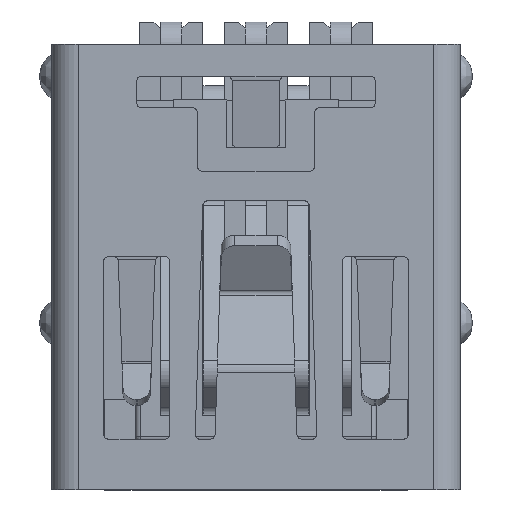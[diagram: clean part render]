
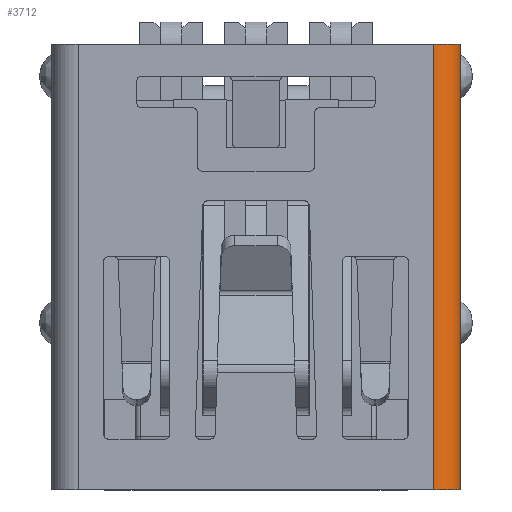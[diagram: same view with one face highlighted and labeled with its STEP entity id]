
A CAD part, top view. The second image highlights one B-rep face of the part: STEP entity #3712.
In plain terms, the highlighted cylindrical face has radius 0.5 mm (diameter 1 mm), a partial arc.
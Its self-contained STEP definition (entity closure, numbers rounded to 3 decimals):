
#2899=CARTESIAN_POINT('',(3.35,-8.7,3.9));
#2900=VERTEX_POINT('',#2899);
#2909=CARTESIAN_POINT('',(3.35,-0.3,3.9));
#2910=VERTEX_POINT('',#2909);
#2911=CARTESIAN_POINT('',(3.35,-0.3,3.9));
#2912=DIRECTION('',(0.0,-1.0,0.0));
#2913=VECTOR('',#2912,8.4);
#2914=LINE('',#2911,#2913);
#2915=EDGE_CURVE('',#2910,#2900,#2914,.T.);
#3680=CARTESIAN_POINT('',(3.35,-9.12,3.4));
#3681=DIRECTION('',(0.,1.0,0.));
#3682=DIRECTION('',(0.0,0.0,1.0));
#3683=AXIS2_PLACEMENT_3D('',#3680,#3681,#3682);
#3684=CYLINDRICAL_SURFACE('',#3683,0.5);
#3685=CARTESIAN_POINT('',(3.85,-8.7,3.4));
#3686=VERTEX_POINT('',#3685);
#3687=CARTESIAN_POINT('',(3.35,-8.7,3.4));
#3688=DIRECTION('',(0.0,1.0,0.0));
#3689=DIRECTION('',(0.0,0.0,-1.0));
#3690=AXIS2_PLACEMENT_3D('',#3687,#3688,#3689);
#3691=CIRCLE('',#3690,0.5);
#3692=EDGE_CURVE('',#3686,#2900,#3691,.F.);
#3693=ORIENTED_EDGE('',*,*,#3692,.F.);
#3694=CARTESIAN_POINT('',(3.85,-0.3,3.4));
#3695=VERTEX_POINT('',#3694);
#3696=CARTESIAN_POINT('',(3.85,-0.3,3.4));
#3697=DIRECTION('',(0.0,-1.0,0.0));
#3698=VECTOR('',#3697,8.4);
#3699=LINE('',#3696,#3698);
#3700=EDGE_CURVE('',#3695,#3686,#3699,.T.);
#3701=ORIENTED_EDGE('',*,*,#3700,.F.);
#3702=CARTESIAN_POINT('',(3.35,-0.3,3.4));
#3703=DIRECTION('',(0.0,1.0,0.0));
#3704=DIRECTION('',(0.0,0.0,-1.0));
#3705=AXIS2_PLACEMENT_3D('',#3702,#3703,#3704);
#3706=CIRCLE('',#3705,0.5);
#3707=EDGE_CURVE('',#3695,#2910,#3706,.F.);
#3708=ORIENTED_EDGE('',*,*,#3707,.T.);
#3709=ORIENTED_EDGE('',*,*,#2915,.T.);
#3710=EDGE_LOOP('',(#3693,#3701,#3708,#3709));
#3711=FACE_OUTER_BOUND('',#3710,.T.);
#3712=ADVANCED_FACE('',(#3711),#3684,.T.);
